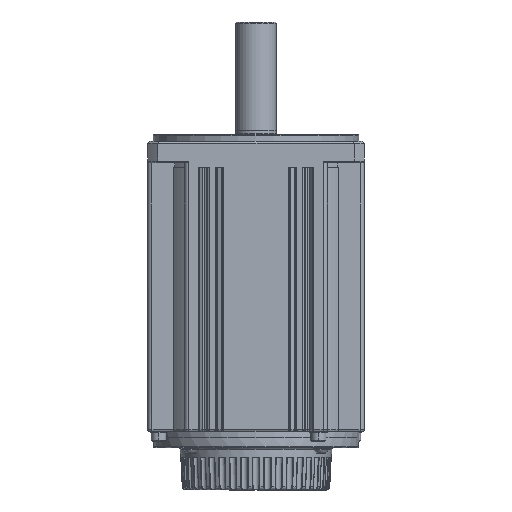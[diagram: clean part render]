
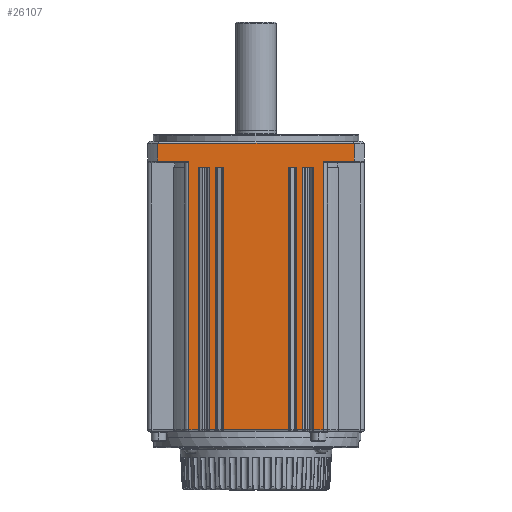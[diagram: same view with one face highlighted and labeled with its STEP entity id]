
A CAD part, left-side view. The second image highlights one B-rep face of the part: STEP entity #26107.
In plain terms, the highlighted planar face has unit normal (-1, 0, 0).
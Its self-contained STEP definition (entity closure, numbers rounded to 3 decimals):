
#10329=CARTESIAN_POINT('',(-50.,-237.346,28.25));
#10330=VERTEX_POINT('',#10329);
#10499=CARTESIAN_POINT('',(-50.,-223.,-95.7));
#10500=VERTEX_POINT('',#10499);
#10603=CARTESIAN_POINT('',(-50.,-218.525,-95.7));
#10604=VERTEX_POINT('',#10603);
#10827=CARTESIAN_POINT('',(-50.,-213.671,-95.7));
#10828=VERTEX_POINT('',#10827);
#10898=CARTESIAN_POINT('',(-50.,-210.864,-95.7));
#10899=VERTEX_POINT('',#10898);
#16627=CARTESIAN_POINT('',(-50.,-237.346,36.45));
#16628=VERTEX_POINT('',#16627);
#16636=CARTESIAN_POINT('',(-50.,-237.346,28.25));
#16637=DIRECTION('',(0.,0.,1.));
#16638=VECTOR('',#16637,8.2);
#16639=LINE('',#16636,#16638);
#16640=EDGE_CURVE('',#10330,#16628,#16639,.T.);
#16652=CARTESIAN_POINT('',(-50.,-223.,28.25));
#16653=VERTEX_POINT('',#16652);
#16654=CARTESIAN_POINT('',(-50.,-237.346,28.25));
#16655=DIRECTION('',(0.,1.,0.));
#16656=VECTOR('',#16655,14.346);
#16657=LINE('',#16654,#16656);
#16658=EDGE_CURVE('',#10330,#16653,#16657,.T.);
#16677=CARTESIAN_POINT('',(-50.,-223.,28.25));
#16678=DIRECTION('',(0.,0.,-1.));
#16679=VECTOR('',#16678,123.95);
#16680=LINE('',#16677,#16679);
#16681=EDGE_CURVE('',#16653,#10500,#16680,.T.);
#16698=CARTESIAN_POINT('',(-50.,-223.,-95.7));
#16699=DIRECTION('',(0.,1.,0.));
#16700=VECTOR('',#16699,4.475);
#16701=LINE('',#16698,#16700);
#16702=EDGE_CURVE('',#10500,#10604,#16701,.T.);
#16714=CARTESIAN_POINT('',(-50.,-218.525,25.45));
#16715=VERTEX_POINT('',#16714);
#16716=CARTESIAN_POINT('',(-50.,-218.525,-95.7));
#16717=DIRECTION('',(0.,0.,1.));
#16718=VECTOR('',#16717,121.15);
#16719=LINE('',#16716,#16718);
#16720=EDGE_CURVE('',#10604,#16715,#16719,.T.);
#16737=CARTESIAN_POINT('',(-50.,-213.671,25.45));
#16738=VERTEX_POINT('',#16737);
#16752=CARTESIAN_POINT('',(-50.,-218.525,25.45));
#16753=DIRECTION('',(0.,1.,0.));
#16754=VECTOR('',#16753,4.854);
#16755=LINE('',#16752,#16754);
#16756=EDGE_CURVE('',#16715,#16738,#16755,.T.);
#16766=CARTESIAN_POINT('',(-50.,-213.671,25.45));
#16767=DIRECTION('',(0.,0.,-1.));
#16768=VECTOR('',#16767,121.15);
#16769=LINE('',#16766,#16768);
#16770=EDGE_CURVE('',#16738,#10828,#16769,.T.);
#16791=CARTESIAN_POINT('',(-50.,-213.671,-95.7));
#16792=DIRECTION('',(0.,1.,0.));
#16793=VECTOR('',#16792,2.808);
#16794=LINE('',#16791,#16793);
#16795=EDGE_CURVE('',#10828,#10899,#16794,.T.);
#16807=CARTESIAN_POINT('',(-50.,-210.864,25.45));
#16808=VERTEX_POINT('',#16807);
#16809=CARTESIAN_POINT('',(-50.,-210.864,-95.7));
#16810=DIRECTION('',(0.,0.,1.));
#16811=VECTOR('',#16810,121.15);
#16812=LINE('',#16809,#16811);
#16813=EDGE_CURVE('',#10899,#16808,#16812,.T.);
#16830=CARTESIAN_POINT('',(-50.,-207.185,25.45));
#16831=VERTEX_POINT('',#16830);
#16845=CARTESIAN_POINT('',(-50.,-210.864,25.45));
#16846=DIRECTION('',(0.,1.,0.));
#16847=VECTOR('',#16846,3.678);
#16848=LINE('',#16845,#16847);
#16849=EDGE_CURVE('',#16808,#16831,#16848,.T.);
#16859=CARTESIAN_POINT('',(-50.,-207.185,-95.7));
#16860=VERTEX_POINT('',#16859);
#16861=CARTESIAN_POINT('',(-50.,-207.185,25.45));
#16862=DIRECTION('',(0.,0.,-1.));
#16863=VECTOR('',#16862,121.15);
#16864=LINE('',#16861,#16863);
#16865=EDGE_CURVE('',#16831,#16860,#16864,.T.);
#25967=CARTESIAN_POINT('',(-50.,-176.815,-95.7));
#25968=VERTEX_POINT('',#25967);
#25969=CARTESIAN_POINT('',(-50.,-207.185,-95.7));
#25970=DIRECTION('',(0.,1.,0.));
#25971=VECTOR('',#25970,30.371);
#25972=LINE('',#25969,#25971);
#25973=EDGE_CURVE('',#16860,#25968,#25972,.T.);
#25994=CARTESIAN_POINT('',(-50.,-192.,-29.625));
#25995=DIRECTION('',(0.,-1.,0.));
#25996=DIRECTION('',(-1.,0.,0.));
#25997=AXIS2_PLACEMENT_3D('',#25994,#25996,#25995);
#25998=PLANE('',#25997);
#25999=CARTESIAN_POINT('',(-50.,-146.654,36.45));
#26000=VERTEX_POINT('',#25999);
#26001=CARTESIAN_POINT('',(-50.,-146.654,36.45));
#26002=DIRECTION('',(0.,-1.,0.));
#26003=VECTOR('',#26002,90.692);
#26004=LINE('',#26001,#26003);
#26005=EDGE_CURVE('',#26000,#16628,#26004,.T.);
#26006=ORIENTED_EDGE('',*,*,#26005,.F.);
#26007=CARTESIAN_POINT('',(-50.,-146.654,28.25));
#26008=VERTEX_POINT('',#26007);
#26009=CARTESIAN_POINT('',(-50.,-146.654,36.45));
#26010=DIRECTION('',(0.,0.,-1.));
#26011=VECTOR('',#26010,8.2);
#26012=LINE('',#26009,#26011);
#26013=EDGE_CURVE('',#26000,#26008,#26012,.T.);
#26014=ORIENTED_EDGE('',*,*,#26013,.T.);
#26015=CARTESIAN_POINT('',(-50.,-161.,28.25));
#26016=VERTEX_POINT('',#26015);
#26017=CARTESIAN_POINT('',(-50.,-161.,28.25));
#26018=DIRECTION('',(0.,1.,0.));
#26019=VECTOR('',#26018,14.346);
#26020=LINE('',#26017,#26019);
#26021=EDGE_CURVE('',#26016,#26008,#26020,.T.);
#26022=ORIENTED_EDGE('',*,*,#26021,.F.);
#26023=CARTESIAN_POINT('',(-50.,-161.,-95.7));
#26024=VERTEX_POINT('',#26023);
#26025=CARTESIAN_POINT('',(-50.,-161.,-95.7));
#26026=DIRECTION('',(0.,0.,1.));
#26027=VECTOR('',#26026,123.95);
#26028=LINE('',#26025,#26027);
#26029=EDGE_CURVE('',#26024,#26016,#26028,.T.);
#26030=ORIENTED_EDGE('',*,*,#26029,.F.);
#26031=CARTESIAN_POINT('',(-50.,-165.475,-95.7));
#26032=VERTEX_POINT('',#26031);
#26033=CARTESIAN_POINT('',(-50.,-165.475,-95.7));
#26034=DIRECTION('',(0.,1.,0.));
#26035=VECTOR('',#26034,4.475);
#26036=LINE('',#26033,#26035);
#26037=EDGE_CURVE('',#26032,#26024,#26036,.T.);
#26038=ORIENTED_EDGE('',*,*,#26037,.F.);
#26039=CARTESIAN_POINT('',(-50.,-165.475,25.45));
#26040=VERTEX_POINT('',#26039);
#26041=CARTESIAN_POINT('',(-50.,-165.475,25.45));
#26042=DIRECTION('',(0.,0.,-1.));
#26043=VECTOR('',#26042,121.15);
#26044=LINE('',#26041,#26043);
#26045=EDGE_CURVE('',#26040,#26032,#26044,.T.);
#26046=ORIENTED_EDGE('',*,*,#26045,.F.);
#26047=CARTESIAN_POINT('',(-50.,-170.329,25.45));
#26048=VERTEX_POINT('',#26047);
#26049=CARTESIAN_POINT('',(-50.,-170.329,25.45));
#26050=DIRECTION('',(0.,1.,0.));
#26051=VECTOR('',#26050,4.854);
#26052=LINE('',#26049,#26051);
#26053=EDGE_CURVE('',#26048,#26040,#26052,.T.);
#26054=ORIENTED_EDGE('',*,*,#26053,.F.);
#26055=CARTESIAN_POINT('',(-50.,-170.329,-95.7));
#26056=VERTEX_POINT('',#26055);
#26057=CARTESIAN_POINT('',(-50.,-170.329,-95.7));
#26058=DIRECTION('',(0.,0.,1.));
#26059=VECTOR('',#26058,121.15);
#26060=LINE('',#26057,#26059);
#26061=EDGE_CURVE('',#26056,#26048,#26060,.T.);
#26062=ORIENTED_EDGE('',*,*,#26061,.F.);
#26063=CARTESIAN_POINT('',(-50.,-173.136,-95.7));
#26064=VERTEX_POINT('',#26063);
#26065=CARTESIAN_POINT('',(-50.,-173.136,-95.7));
#26066=DIRECTION('',(0.,1.,0.));
#26067=VECTOR('',#26066,2.808);
#26068=LINE('',#26065,#26067);
#26069=EDGE_CURVE('',#26064,#26056,#26068,.T.);
#26070=ORIENTED_EDGE('',*,*,#26069,.F.);
#26071=CARTESIAN_POINT('',(-50.,-173.136,25.45));
#26072=VERTEX_POINT('',#26071);
#26073=CARTESIAN_POINT('',(-50.,-173.136,25.45));
#26074=DIRECTION('',(0.,0.,-1.));
#26075=VECTOR('',#26074,121.15);
#26076=LINE('',#26073,#26075);
#26077=EDGE_CURVE('',#26072,#26064,#26076,.T.);
#26078=ORIENTED_EDGE('',*,*,#26077,.F.);
#26079=CARTESIAN_POINT('',(-50.,-176.815,25.45));
#26080=VERTEX_POINT('',#26079);
#26081=CARTESIAN_POINT('',(-50.,-176.815,25.45));
#26082=DIRECTION('',(0.,1.,0.));
#26083=VECTOR('',#26082,3.678);
#26084=LINE('',#26081,#26083);
#26085=EDGE_CURVE('',#26080,#26072,#26084,.T.);
#26086=ORIENTED_EDGE('',*,*,#26085,.F.);
#26087=CARTESIAN_POINT('',(-50.,-176.815,-95.7));
#26088=DIRECTION('',(0.,0.,1.));
#26089=VECTOR('',#26088,121.15);
#26090=LINE('',#26087,#26089);
#26091=EDGE_CURVE('',#25968,#26080,#26090,.T.);
#26092=ORIENTED_EDGE('',*,*,#26091,.F.);
#26093=ORIENTED_EDGE('',*,*,#25973,.F.);
#26094=ORIENTED_EDGE('',*,*,#16865,.F.);
#26095=ORIENTED_EDGE('',*,*,#16849,.F.);
#26096=ORIENTED_EDGE('',*,*,#16813,.F.);
#26097=ORIENTED_EDGE('',*,*,#16795,.F.);
#26098=ORIENTED_EDGE('',*,*,#16770,.F.);
#26099=ORIENTED_EDGE('',*,*,#16756,.F.);
#26100=ORIENTED_EDGE('',*,*,#16720,.F.);
#26101=ORIENTED_EDGE('',*,*,#16702,.F.);
#26102=ORIENTED_EDGE('',*,*,#16681,.F.);
#26103=ORIENTED_EDGE('',*,*,#16658,.F.);
#26104=ORIENTED_EDGE('',*,*,#16640,.T.);
#26105=EDGE_LOOP('',(#26006,#26014,#26022,#26030,#26038,#26046,#26054,#26062,#26070,#26078,#26086,#26092,#26093,#26094,#26095,#26096,#26097,#26098,#26099,#26100,#26101,#26102,#26103,#26104));
#26106=FACE_OUTER_BOUND('',#26105,.T.);
#26107=ADVANCED_FACE('',(#26106),#25998,.T.);
